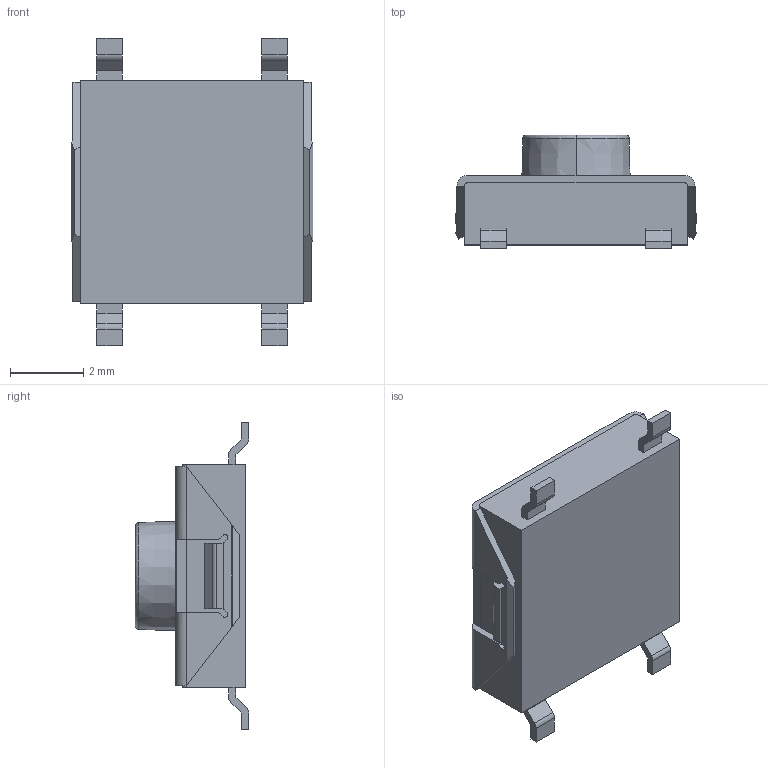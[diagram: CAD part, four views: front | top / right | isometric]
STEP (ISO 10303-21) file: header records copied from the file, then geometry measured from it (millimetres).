
FILE_DESCRIPTION (( 'STEP AP214' ), '1' );
FILE_NAME ('CUI_DEVICES_TS07-667-30-BK-100-SMT-TR.step', '2021-12-18T19:29:29', ( '' ), ( '' ), 'SwSTEP 2.0', 'SolidWorks 2021', '' );
FILE_SCHEMA (( 'AUTOMOTIVE_DESIGN' ));
Length unit declared in the file: inch
Products named in the file (1): CUI_DEVICES_TS07-667-30-BK-100-SMT-TR
Bounding box: 6.6 x 3.1 x 8.4 mm (x, y, z)
Volume: 80.8 mm3; surface area: 239.5 mm2
Topology: 7 solids, 7 shells, 128 faces, 334 edges, 218 vertices
Faces by surface type: plane 92, cylinder 32, cone 2, torus 2
Entity records: 4020 total; most frequent: CARTESIAN_POINT 681, ORIENTED_EDGE 668, DIRECTION 668, EDGE_CURVE 334, VECTOR 258, LINE 258, VERTEX_POINT 218, AXIS2_PLACEMENT_3D 205
